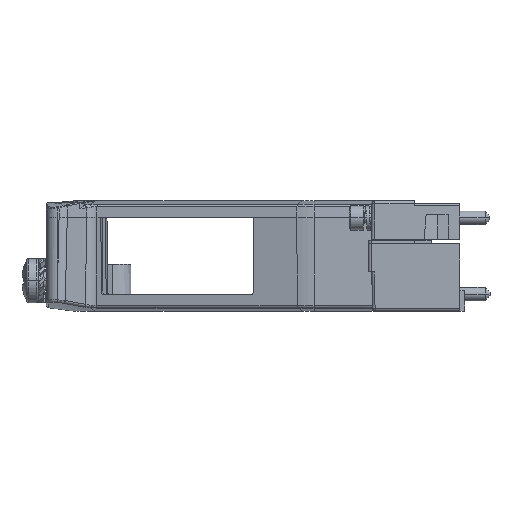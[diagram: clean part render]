
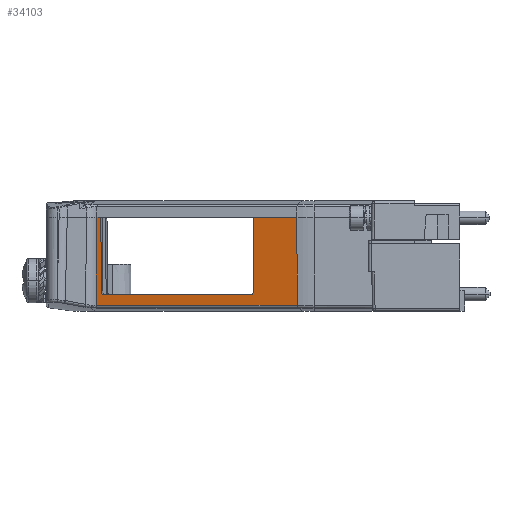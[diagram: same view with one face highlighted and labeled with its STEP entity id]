
A CAD part, left-side view. The second image highlights one B-rep face of the part: STEP entity #34103.
In plain terms, the highlighted planar face has unit normal (-0.978, 0.208, -0.018).
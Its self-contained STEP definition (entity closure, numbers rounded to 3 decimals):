
#2519=DIRECTION('',(-0.208,-0.978,0.));
#2520=VECTOR('',#2519,37.279);
#2521=CARTESIAN_POINT('',(-37.099,65.948,
-8.949));
#2522=LINE('',#2521,#2520);
#2526=DIRECTION('',(-0.019,-0.006,1.));
#2527=VECTOR('',#2526,15.952);
#2528=CARTESIAN_POINT('',(-37.099,65.948,
-8.949));
#2529=LINE('',#2528,#2527);
#2533=DIRECTION('',(0.208,0.978,0.));
#2534=VECTOR('',#2533,0.732);
#2535=CARTESIAN_POINT('',(-37.557,65.134,7.));
#2536=LINE('',#2535,#2534);
#2540=DIRECTION('',(0.015,-0.012,-1.));
#2541=VECTOR('',#2540,13.705);
#2542=CARTESIAN_POINT('',(-37.557,65.134,7.));
#2543=LINE('',#2542,#2541);
#2547=DIRECTION('',(-0.208,-0.978,0.));
#2548=VECTOR('',#2547,27.483);
#2549=CARTESIAN_POINT('',(-37.405,64.673,-7.));
#2550=LINE('',#2549,#2548);
#2554=DIRECTION('',(0.019,0.005,-1.));
#2555=VECTOR('',#2554,13.705);
#2556=CARTESIAN_POINT('',(-43.445,37.431,7.));
#2557=LINE('',#2556,#2555);
#2561=DIRECTION('',(0.208,0.978,0.));
#2562=VECTOR('',#2561,8.065);
#2563=CARTESIAN_POINT('',(-45.122,29.542,7.));
#2564=LINE('',#2563,#2562);
#2568=DIRECTION('',(0.017,-0.004,-1.));
#2569=VECTOR('',#2568,15.951);
#2570=CARTESIAN_POINT('',(-45.122,29.542,7.));
#2571=LINE('',#2570,#2569);
#18735=CARTESIAN_POINT('',(-43.187,37.498,
-6.703));
#18736=CARTESIAN_POINT('',(-43.185,37.498,
-6.802));
#18737=CARTESIAN_POINT('',(-43.167,37.572,
-6.925));
#18738=CARTESIAN_POINT('',(-43.14,37.693,-7.));
#18739=CARTESIAN_POINT('',(-43.119,37.79,-7.));
#18822=CARTESIAN_POINT('',(-37.405,64.673,-7.));
#18823=CARTESIAN_POINT('',(-37.385,64.77,-7.));
#18824=CARTESIAN_POINT('',(-37.36,64.891,
-6.925));
#18825=CARTESIAN_POINT('',(-37.346,64.966,
-6.802));
#18826=CARTESIAN_POINT('',(-37.348,64.967,
-6.703));
#27200=VERTEX_POINT('',#18735);
#27201=VERTEX_POINT('',#18739);
#27202=VERTEX_POINT('',#18822);
#27203=VERTEX_POINT('',#18826);
#30724=CARTESIAN_POINT('',(-45.122,29.542,7.));
#30725=CARTESIAN_POINT('',(-43.445,37.431,7.));
#30726=VERTEX_POINT('',#30724);
#30727=VERTEX_POINT('',#30725);
#30728=CARTESIAN_POINT('',(-37.557,65.134,7.));
#30729=CARTESIAN_POINT('',(-37.405,65.849,
7.));
#30730=VERTEX_POINT('',#30728);
#30731=VERTEX_POINT('',#30729);
#30872=CARTESIAN_POINT('',(-44.85,29.484,
-8.949));
#30873=VERTEX_POINT('',#30872);
#30876=CARTESIAN_POINT('',(-37.099,65.948,
-8.949));
#30877=VERTEX_POINT('',#30876);
#34078=CARTESIAN_POINT('',(-36.782,68.78,7.));
#34079=DIRECTION('',(-0.978,0.208,-0.017));
#34080=DIRECTION('',(-0.208,-0.978,0.));
#34081=AXIS2_PLACEMENT_3D('',#34078,#34079,#34080);
#34082=PLANE('',#34081);
#34083=ORIENTED_EDGE('',*,*,#34068,.F.);
#34084=ORIENTED_EDGE('',*,*,#34011,.T.);
#34086=ORIENTED_EDGE('',*,*,#34085,.F.);
#34088=ORIENTED_EDGE('',*,*,#34087,.T.);
#34090=ORIENTED_EDGE('',*,*,#34089,.F.);
#34092=ORIENTED_EDGE('',*,*,#34091,.T.);
#34094=ORIENTED_EDGE('',*,*,#34093,.F.);
#34096=ORIENTED_EDGE('',*,*,#34095,.F.);
#34098=ORIENTED_EDGE('',*,*,#34097,.F.);
#34100=ORIENTED_EDGE('',*,*,#34099,.T.);
#34101=EDGE_LOOP('',(#34083,#34084,#34086,#34088,#34090,#34092,#34094,#34096,
#34098,#34100));
#34102=FACE_OUTER_BOUND('',#34101,.F.);
#18740=B_SPLINE_CURVE_WITH_KNOTS('',3,(#18735,#18736,#18737,#18738,#18739),
.UNSPECIFIED.,.F.,.F.,(4,1,4),(0.,0.5,1.),.UNSPECIFIED.);
#18827=B_SPLINE_CURVE_WITH_KNOTS('',3,(#18822,#18823,#18824,#18825,#18826),
.UNSPECIFIED.,.F.,.F.,(4,1,4),(0.,0.5,1.),.UNSPECIFIED.);
#34011=EDGE_CURVE('',#30877,#30731,#2529,.T.);
#34068=EDGE_CURVE('',#30877,#30873,#2522,.T.);
#34085=EDGE_CURVE('',#30730,#30731,#2536,.T.);
#34087=EDGE_CURVE('',#30730,#27203,#2543,.T.);
#34089=EDGE_CURVE('',#27202,#27203,#18827,.T.);
#34091=EDGE_CURVE('',#27202,#27201,#2550,.T.);
#34093=EDGE_CURVE('',#27200,#27201,#18740,.T.);
#34095=EDGE_CURVE('',#30727,#27200,#2557,.T.);
#34097=EDGE_CURVE('',#30726,#30727,#2564,.T.);
#34099=EDGE_CURVE('',#30726,#30873,#2571,.T.);
#34103=ADVANCED_FACE('',(#34102),#34082,.T.);
